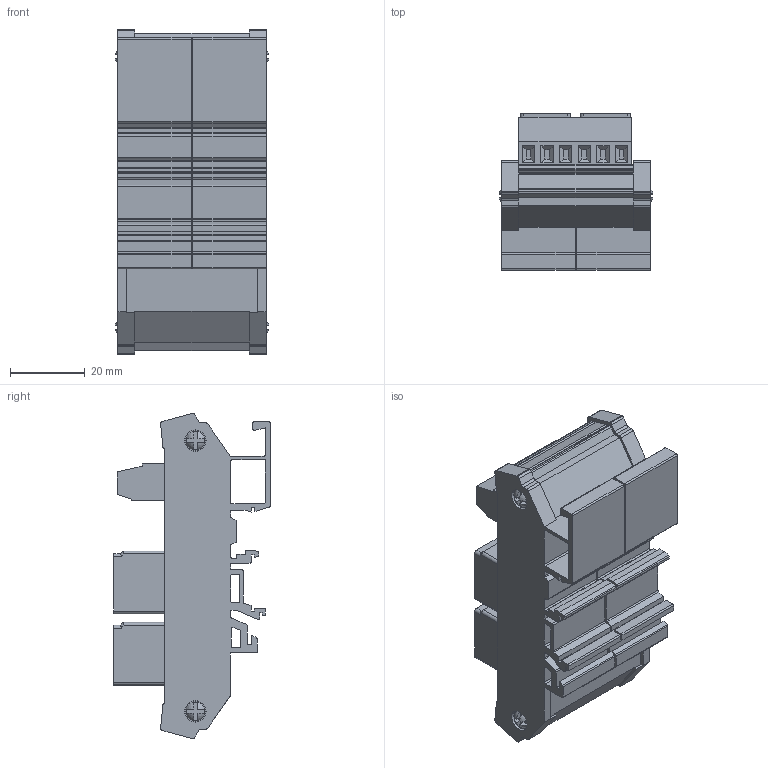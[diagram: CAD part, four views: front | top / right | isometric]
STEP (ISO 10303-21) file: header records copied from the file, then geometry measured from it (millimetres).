
FILE_DESCRIPTION (( 'STEP AP214' ), '1' );
FILE_NAME ('ZL-CDM-RJ12X4.step', '2014-11-13T22:36:49', ( '' ), ( '' ), 'SwSTEP 2.0', 'SolidWorks 2014', '' );
FILE_SCHEMA (( 'AUTOMOTIVE_DESIGN' ));
Length unit declared in the file: inch
Products named in the file (1): ZL-CDM-RJ12X4
Bounding box: 41.05 x 41.91 x 86.87 mm (x, y, z)
Volume: 68906.7 mm3; surface area: 27011.4 mm2
Topology: 1 solids, 1 shells, 650 faces, 1785 edges, 1174 vertices
Faces by surface type: plane 481, cylinder 161, sphere 8
Entity records: 25213 total; most frequent: CARTESIAN_POINT 3658, ORIENTED_EDGE 3570, DIRECTION 3441, EDGE_CURVE 1785, LINE 1399, VECTOR 1399, VERTEX_POINT 1174, AXIS2_PLACEMENT_3D 1021
